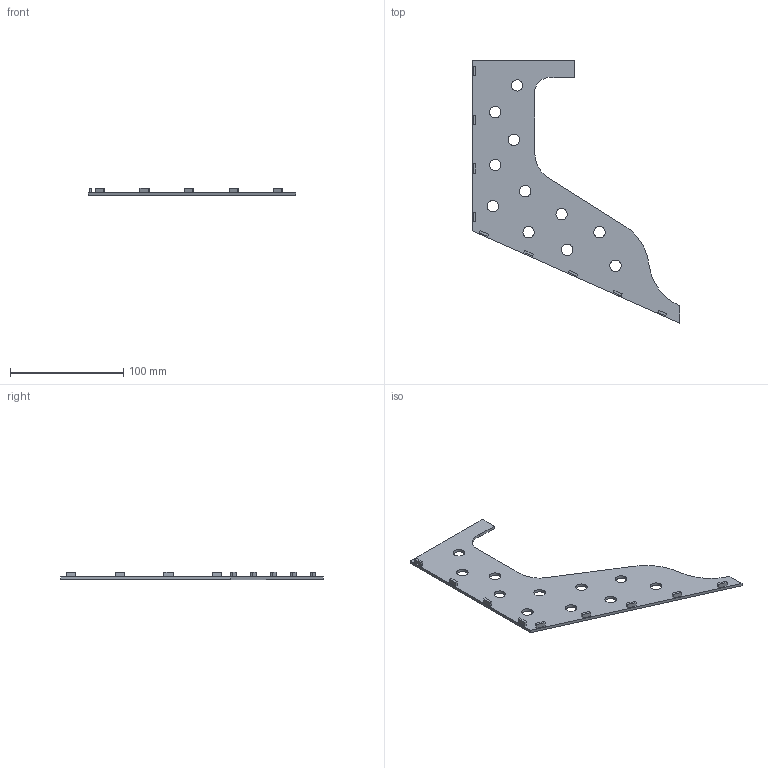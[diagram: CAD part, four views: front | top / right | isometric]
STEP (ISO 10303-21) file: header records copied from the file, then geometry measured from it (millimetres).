
FILE_DESCRIPTION(/* description */ (''),/* implementation_level */ '2;1');
FILE_NAME(/* name */ 'Parte 3 - Pared 1.stp',/* time_stamp */ '2025-01-31T12:42:06-05:00',/* author */ ('sara_'),/* organization */ (''),/* preprocessor_version */ 'ST-DEVELOPER v19.2',/* originating_system */ 'Autodesk Inventor 2024',/* authorisation */ '');
FILE_SCHEMA (('AUTOMOTIVE_DESIGN { 1 0 10303 214 3 1 1 }'));
Length unit declared in the file: millimetre
Products named in the file (1): Parte 3 - Pared 1
Bounding box: 182.64 x 231.43 x 6.5 mm (x, y, z)
Volume: 40881.7 mm3; surface area: 35730.8 mm2
Topology: 1 solids, 1 shells, 70 faces, 177 edges, 118 vertices
Faces by surface type: plane 55, cylinder 15
Full cylindrical faces by diameter (mm): 10 x11
Entity records: 2178 total; most frequent: CARTESIAN_POINT 366, ORIENTED_EDGE 354, DIRECTION 349, EDGE_CURVE 177, LINE 147, VECTOR 147, VERTEX_POINT 118, EDGE_LOOP 101
